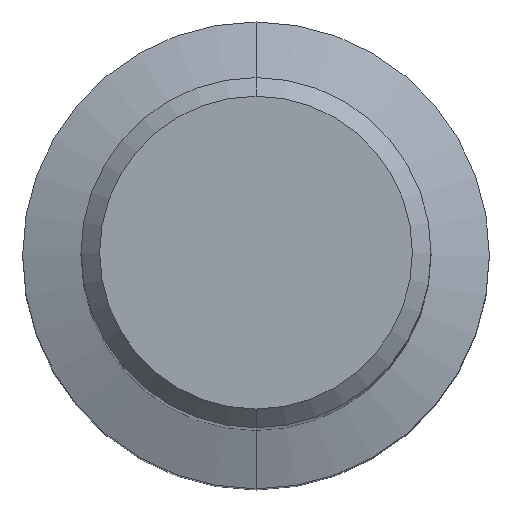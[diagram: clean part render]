
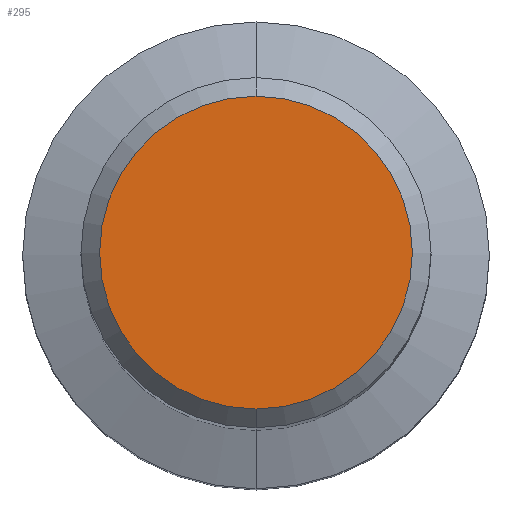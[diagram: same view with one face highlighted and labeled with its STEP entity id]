
A CAD part, top view. The second image highlights one B-rep face of the part: STEP entity #295.
In plain terms, the highlighted planar face has unit normal (0, 0, 1).
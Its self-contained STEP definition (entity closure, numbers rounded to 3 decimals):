
#267=VERTEX_POINT('',#633);
#295=ADVANCED_FACE('',(#663),#664,.T.);
#317=VERTEX_POINT('',#686);
#341=EDGE_CURVE('',#317,#267,#712,.T.);
#527=EDGE_CURVE('',#267,#317,#919,.T.);
#633=CARTESIAN_POINT('',(0.,-6.7,0.0));
#663=FACE_OUTER_BOUND('',#1184,.T.);
#664=PLANE('',#1185);
#686=CARTESIAN_POINT('',(0.0,6.7,0.0));
#712=CIRCLE('',#1306,6.7);
#919=CIRCLE('',#1695,6.7);
#1184=EDGE_LOOP('',(#1849,#1850));
#1185=AXIS2_PLACEMENT_3D('',#1851,#1852,#1853);
#1306=AXIS2_PLACEMENT_3D('',#1897,#1898,#1899);
#1695=AXIS2_PLACEMENT_3D('',#2130,#2131,#2132);
#1849=ORIENTED_EDGE('',*,*,#341,.F.);
#1850=ORIENTED_EDGE('',*,*,#527,.F.);
#1851=CARTESIAN_POINT('',(0.0,3.35,0.0));
#1852=DIRECTION('',(-0.0,0.0,1.0));
#1853=DIRECTION('',(0.0,-1.0,0.0));
#1897=CARTESIAN_POINT('',(0.0,0.0,0.0));
#1898=DIRECTION('',(0.0,0.0,-1.0));
#1899=DIRECTION('',(0.0,1.0,0.0));
#2130=CARTESIAN_POINT('',(0.0,0.0,0.0));
#2131=DIRECTION('',(0.0,0.0,-1.0));
#2132=DIRECTION('',(0.0,1.0,0.0));
